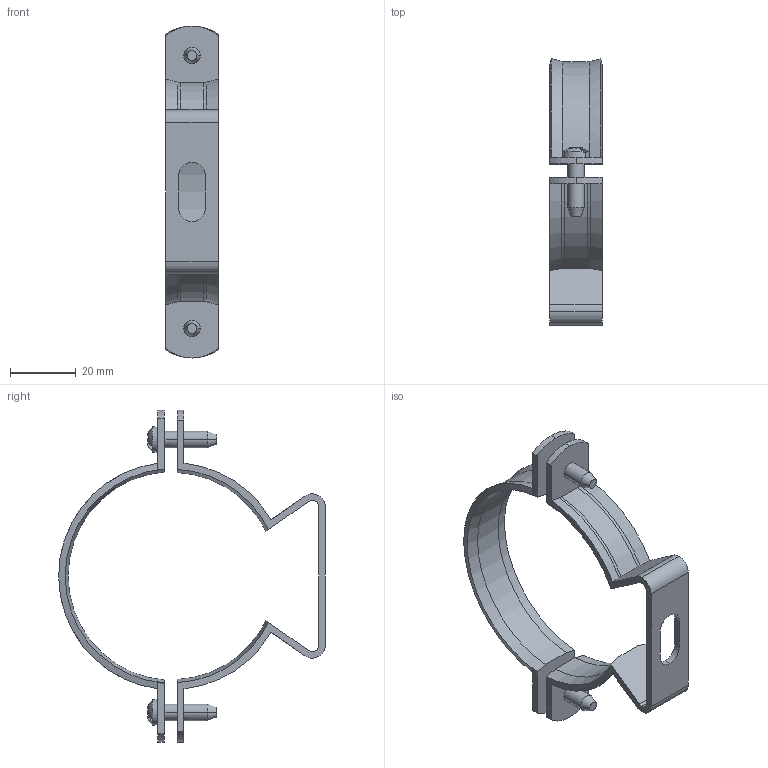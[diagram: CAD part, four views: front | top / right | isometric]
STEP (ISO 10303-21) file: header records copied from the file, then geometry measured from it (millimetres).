
FILE_DESCRIPTION((''),'2;1');
FILE_NAME('1361635_ASM','2012-12-06T',('AndreasKeweloh'),(''),'PRO/ENGINEER BY PARAMETRIC TECHNOLOGY CORPORATION, 2012230','PRO/ENGINEER BY PARAMETRIC TECHNOLOGY CORPORATION, 2012230','');
FILE_SCHEMA(('CONFIG_CONTROL_DESIGN'));
Length unit declared in the file: millimetre
Products named in the file (4): 1361635SCHELLENOBERTEIL; 1361635LINSENSCHRAUBE; 1361635SCHELLENUNTERTEIL; 1361635_ASM
Assembly tree (4 placements, depth 2):
  1361635_ASM
    1361635SCHELLENOBERTEIL
    1361635LINSENSCHRAUBE  x2
    1361635SCHELLENUNTERTEIL
Bounding box: 16.04 x 81.13 x 101 mm (x, y, z)
Volume: 10413.1 mm3; surface area: 12027.2 mm2
Topology: 4 solids, 4 shells, 398 faces, 1121 edges, 732 vertices
Faces by surface type: plane 235, cylinder 85, cone 58, torus 12, bspline 8
Entity records: 11025 total; most frequent: CARTESIAN_POINT 3166, ORIENTED_EDGE 1818, DIRECTION 1363, EDGE_CURVE 909, VERTEX_POINT 597, AXIS2_PLACEMENT_3D 508, B_SPLINE_CURVE_WITH_KNOTS 380, VECTOR 347
